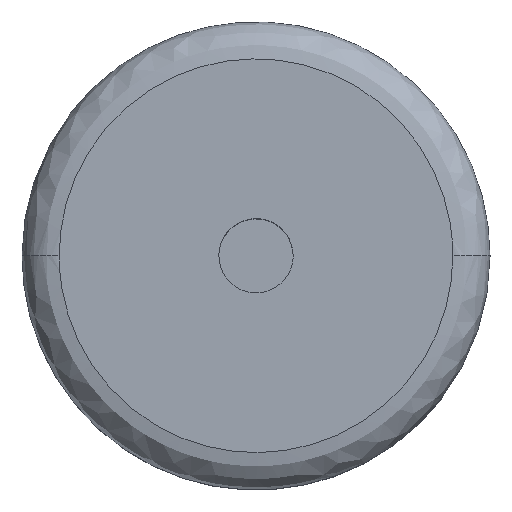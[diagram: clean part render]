
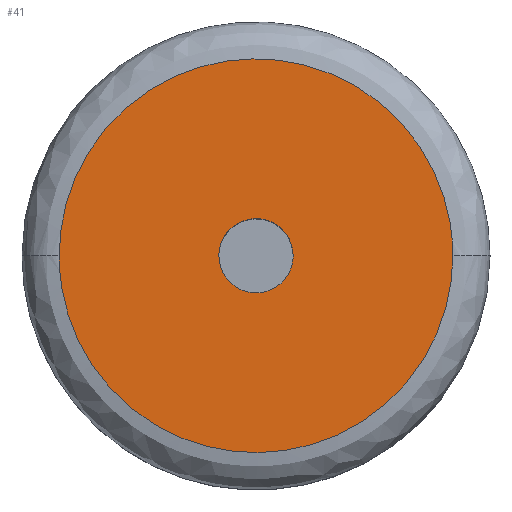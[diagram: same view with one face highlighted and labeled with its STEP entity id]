
A CAD part, top view. The second image highlights one B-rep face of the part: STEP entity #41.
In plain terms, the highlighted planar face has unit normal (0, 0, 1).
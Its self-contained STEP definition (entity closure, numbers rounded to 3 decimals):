
#20=FACE_BOUND('',#76,.T.);
#41=ADVANCED_FACE('',(#58,#20),#218,.T.);
#58=FACE_OUTER_BOUND('',#75,.T.);
#75=EDGE_LOOP('',(#113,#114));
#76=EDGE_LOOP('',(#115,#116));
#113=ORIENTED_EDGE('',*,*,#163,.F.);
#114=ORIENTED_EDGE('',*,*,#155,.F.);
#115=ORIENTED_EDGE('',*,*,#166,.F.);
#116=ORIENTED_EDGE('',*,*,#158,.F.);
#155=EDGE_CURVE('',#205,#210,#183,.T.);
#158=EDGE_CURVE('',#207,#212,#186,.T.);
#163=EDGE_CURVE('',#210,#205,#191,.T.);
#166=EDGE_CURVE('',#212,#207,#194,.T.);
#183=(
BOUNDED_CURVE()
B_SPLINE_CURVE(2,(#468,#469,#470,#471,#472),.UNSPECIFIED.,.F.,.F.)
B_SPLINE_CURVE_WITH_KNOTS((3,2,3),(0.,8.325,16.65),
 .UNSPECIFIED.)
CURVE()
GEOMETRIC_REPRESENTATION_ITEM()
RATIONAL_B_SPLINE_CURVE((1.,0.707,1.,0.707,1.))
REPRESENTATION_ITEM('')
);
#186=(
BOUNDED_CURVE()
B_SPLINE_CURVE(2,(#480,#481,#482,#483,#484),.UNSPECIFIED.,.F.,.F.)
B_SPLINE_CURVE_WITH_KNOTS((3,2,3),(0.,1.571,3.142),
 .UNSPECIFIED.)
CURVE()
GEOMETRIC_REPRESENTATION_ITEM()
RATIONAL_B_SPLINE_CURVE((1.,0.707,1.,0.707,1.))
REPRESENTATION_ITEM('')
);
#191=(
BOUNDED_CURVE()
B_SPLINE_CURVE(2,(#500,#501,#502,#503,#504),.UNSPECIFIED.,.F.,.F.)
B_SPLINE_CURVE_WITH_KNOTS((3,2,3),(16.65,24.975,33.3),
 .UNSPECIFIED.)
CURVE()
GEOMETRIC_REPRESENTATION_ITEM()
RATIONAL_B_SPLINE_CURVE((1.,0.707,1.,0.707,1.))
REPRESENTATION_ITEM('')
);
#194=(
BOUNDED_CURVE()
B_SPLINE_CURVE(2,(#512,#513,#514,#515,#516),.UNSPECIFIED.,.F.,.F.)
B_SPLINE_CURVE_WITH_KNOTS((3,2,3),(3.142,4.712,6.283),
 .UNSPECIFIED.)
CURVE()
GEOMETRIC_REPRESENTATION_ITEM()
RATIONAL_B_SPLINE_CURVE((1.,0.707,1.,0.707,1.))
REPRESENTATION_ITEM('')
);
#205=VERTEX_POINT('',#445);
#207=VERTEX_POINT('',#447);
#210=VERTEX_POINT('',#450);
#212=VERTEX_POINT('',#452);
#218=PLANE('',#255);
#255=AXIS2_PLACEMENT_3D('',#381,#265,$);
#265=DIRECTION('',(0.,0.,1.));
#381=CARTESIAN_POINT('',(-7.875,7.875,6.9));
#445=CARTESIAN_POINT('',(5.3,0.,6.9));
#447=CARTESIAN_POINT('',(1.,0.,6.9));
#450=CARTESIAN_POINT('',(-5.3,0.,6.9));
#452=CARTESIAN_POINT('',(-1.,0.,6.9));
#468=CARTESIAN_POINT('',(5.3,0.,6.9));
#469=CARTESIAN_POINT('',(5.3,-5.3,6.9));
#470=CARTESIAN_POINT('',(0.,-5.3,6.9));
#471=CARTESIAN_POINT('',(-5.3,-5.3,6.9));
#472=CARTESIAN_POINT('',(-5.3,0.,6.9));
#480=CARTESIAN_POINT('',(1.,0.,6.9));
#481=CARTESIAN_POINT('',(1.,1.,6.9));
#482=CARTESIAN_POINT('',(0.,1.,6.9));
#483=CARTESIAN_POINT('',(-1.,1.,6.9));
#484=CARTESIAN_POINT('',(-1.,0.,6.9));
#500=CARTESIAN_POINT('',(-5.3,0.,6.9));
#501=CARTESIAN_POINT('',(-5.3,5.3,6.9));
#502=CARTESIAN_POINT('',(0.,5.3,6.9));
#503=CARTESIAN_POINT('',(5.3,5.3,6.9));
#504=CARTESIAN_POINT('',(5.3,0.,6.9));
#512=CARTESIAN_POINT('',(-1.,0.,6.9));
#513=CARTESIAN_POINT('',(-1.,-1.,6.9));
#514=CARTESIAN_POINT('',(0.,-1.,6.9));
#515=CARTESIAN_POINT('',(1.,-1.,6.9));
#516=CARTESIAN_POINT('',(1.,0.,6.9));
